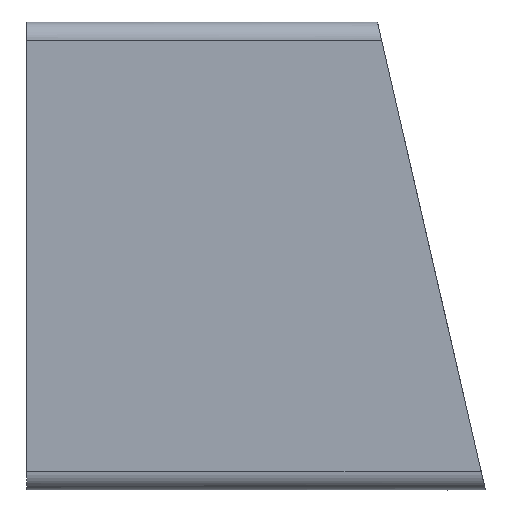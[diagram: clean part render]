
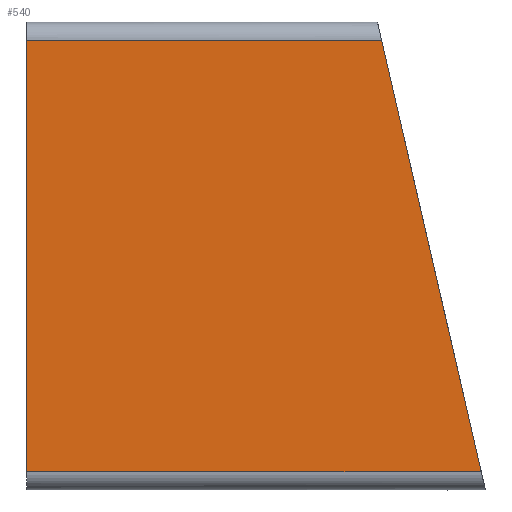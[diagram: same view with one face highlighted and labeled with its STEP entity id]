
A CAD part, left-side view. The second image highlights one B-rep face of the part: STEP entity #540.
In plain terms, the highlighted planar face has unit normal (-1, 0, 0).
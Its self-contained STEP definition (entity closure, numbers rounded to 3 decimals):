
#46 = CARTESIAN_POINT ( 'NONE',  ( -17.65, -3.143, -0.371 ) ) ;
#96 = CARTESIAN_POINT ( 'NONE',  ( -17.65, 44., -11.25 ) ) ;
#133 = LINE ( 'NONE', #245, #372 ) ;
#178 = DIRECTION ( 'NONE',  ( 0., 1., 0. ) ) ;
#197 = CARTESIAN_POINT ( 'NONE',  ( -17.65, 44., -10.75 ) ) ;
#201 = VERTEX_POINT ( 'NONE', #836 ) ;
#245 = CARTESIAN_POINT ( 'NONE',  ( -17.65, 44., -11.25 ) ) ;
#246 = CARTESIAN_POINT ( 'NONE',  ( -17.65, 5.308, 36.25 ) ) ;
#307 = ORIENTED_EDGE ( 'NONE', *, *, #866, .F. ) ;
#336 = DIRECTION ( 'NONE',  ( 0., 0., -1. ) ) ;
#340 = VERTEX_POINT ( 'NONE', #528 ) ;
#371 = DIRECTION ( 'NONE',  ( 0., 0., -1. ) ) ;
#372 = VECTOR ( 'NONE', #371, 1000. ) ;
#430 = VERTEX_POINT ( 'NONE', #197 ) ;
#455 = DIRECTION ( 'NONE',  ( 0., -1., 0. ) ) ;
#513 = EDGE_CURVE ( 'NONE', #430, #340, #972, .T. ) ;
#528 = CARTESIAN_POINT ( 'NONE',  ( -17.65, -5.538, -10.75 ) ) ;
#540 = ADVANCED_FACE ( 'NONE', ( #1322 ), #1468, .F. ) ;
#686 = AXIS2_PLACEMENT_3D ( 'NONE', #96, #843, #336 ) ;
#737 = EDGE_CURVE ( 'NONE', #201, #430, #133, .T. ) ;
#794 = LINE ( 'NONE', #1287, #1406 ) ;
#834 = ORIENTED_EDGE ( 'NONE', *, *, #737, .T. ) ;
#836 = CARTESIAN_POINT ( 'NONE',  ( -17.65, 44., 36.25 ) ) ;
#843 = DIRECTION ( 'NONE',  ( 1., 0., 0. ) ) ;
#866 = EDGE_CURVE ( 'NONE', #1583, #340, #1023, .T. ) ;
#909 = EDGE_CURVE ( 'NONE', #1583, #201, #794, .T. ) ;
#972 = LINE ( 'NONE', #1073, #1300 ) ;
#990 = VECTOR ( 'NONE', #1389, 1000. ) ;
#1023 = LINE ( 'NONE', #46, #990 ) ;
#1070 = EDGE_LOOP ( 'NONE', ( #307, #1124, #834, #1375 ) ) ;
#1073 = CARTESIAN_POINT ( 'NONE',  ( -17.65, 44., -10.75 ) ) ;
#1124 = ORIENTED_EDGE ( 'NONE', *, *, #909, .T. ) ;
#1287 = CARTESIAN_POINT ( 'NONE',  ( -17.65, 44., 36.25 ) ) ;
#1300 = VECTOR ( 'NONE', #455, 1000. ) ;
#1322 = FACE_OUTER_BOUND ( 'NONE', #1070, .T. ) ;
#1375 = ORIENTED_EDGE ( 'NONE', *, *, #513, .T. ) ;
#1389 = DIRECTION ( 'NONE',  ( 0., -0.225, -0.974 ) ) ;
#1406 = VECTOR ( 'NONE', #178, 1000. ) ;
#1468 = PLANE ( 'NONE',  #686 ) ;
#1583 = VERTEX_POINT ( 'NONE', #246 ) ;
